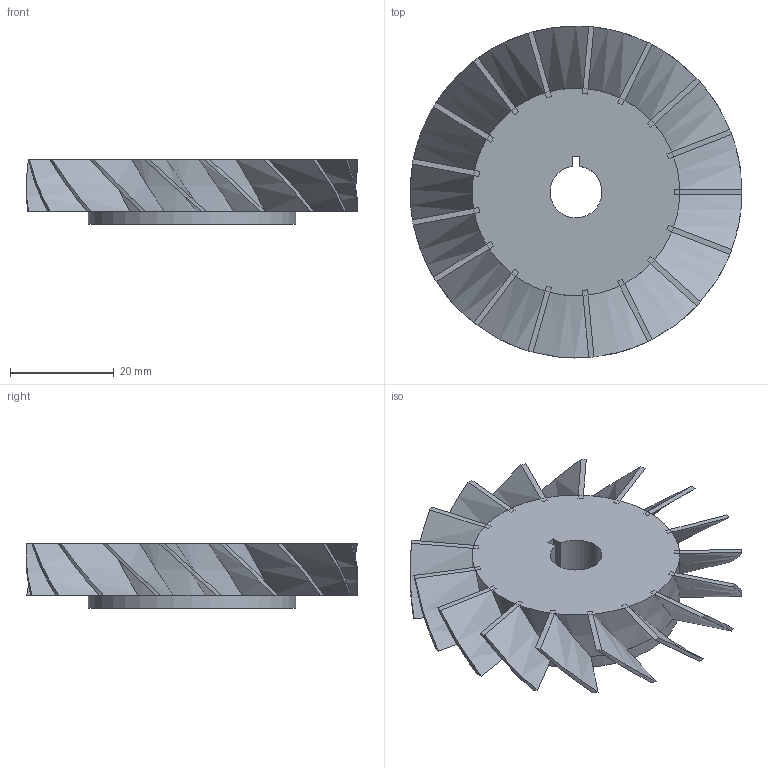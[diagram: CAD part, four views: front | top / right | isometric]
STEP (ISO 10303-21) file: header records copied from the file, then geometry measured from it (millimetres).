
FILE_DESCRIPTION(('FreeCAD Model'),'2;1');
FILE_NAME('Open CASCADE Shape Model','2024-05-12T09:29:56',('Author'),( ''),'Open CASCADE STEP processor 7.6','FreeCAD','Unknown');
FILE_SCHEMA(('AUTOMOTIVE_DESIGN { 1 0 10303 214 1 1 1 1 }'));
Length unit declared in the file: millimetre
Products named in the file (2): Pre-Compresor Fan; Body
Assembly tree (1 placements, depth 2):
  Pre-Compresor Fan
    Body
Bounding box: 64 x 64 x 12.5 mm (x, y, z)
Volume: 14389.2 mm3; surface area: 10487.6 mm2
Topology: 1 solids, 1 shells, 115 faces, 302 edges, 190 vertices
Faces by surface type: plane 57, bspline 34, cylinder 24
Full cylindrical faces by diameter (mm): 36 x1, 40 x2
Entity records: 4956 total; most frequent: CARTESIAN_POINT 2452, ORIENTED_EDGE 604, DIRECTION 389, EDGE_CURVE 302, VERTEX_POINT 190, AXIS2_PLACEMENT_3D 178, B_SPLINE_CURVE_WITH_KNOTS 174, FACE_BOUND 118
